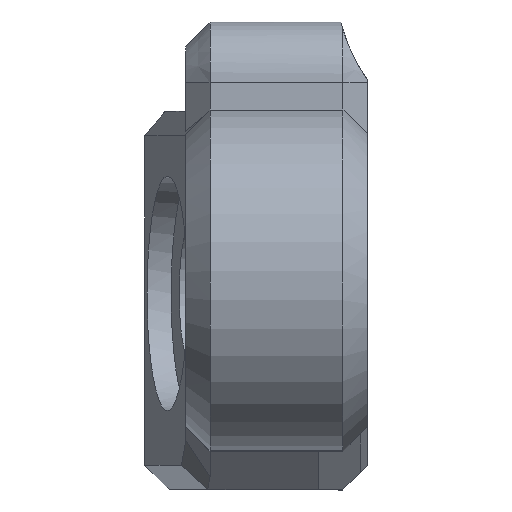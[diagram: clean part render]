
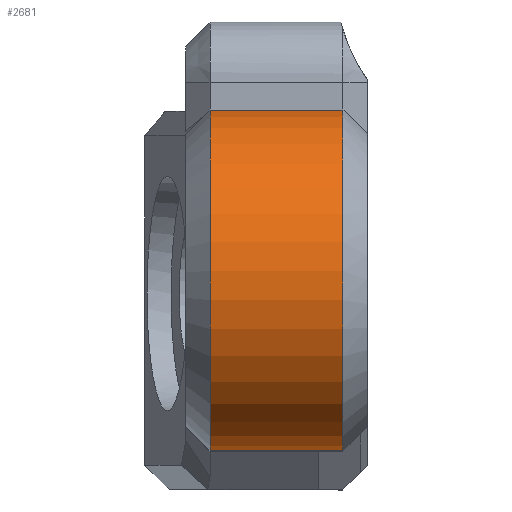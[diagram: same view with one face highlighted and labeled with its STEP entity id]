
A CAD part, top view. The second image highlights one B-rep face of the part: STEP entity #2681.
In plain terms, the highlighted cylindrical face has radius 2.807 mm (diameter 5.614 mm), a partial arc.
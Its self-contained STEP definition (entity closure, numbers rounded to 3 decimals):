
#270=FACE_OUTER_BOUND('',#430,.T.);
#430=EDGE_LOOP('',(#2125,#2126,#2127,#2128));
#537=CIRCLE('',#2864,2.807);
#539=CIRCLE('',#2878,2.807);
#838=LINE('',#4858,#1001);
#850=LINE('',#4908,#1013);
#1001=VECTOR('',#3217,10.);
#1013=VECTOR('',#3263,10.);
#1193=VERTEX_POINT('',#4851);
#1194=VERTEX_POINT('',#4857);
#1196=VERTEX_POINT('',#4865);
#1200=VERTEX_POINT('',#4897);
#1519=EDGE_CURVE('',#1193,#1194,#838,.T.);
#1523=EDGE_CURVE('',#1196,#1193,#537,.T.);
#1535=EDGE_CURVE('',#1194,#1200,#539,.T.);
#1538=EDGE_CURVE('',#1200,#1196,#850,.T.);
#2125=ORIENTED_EDGE('',*,*,#1519,.F.);
#2126=ORIENTED_EDGE('',*,*,#1523,.F.);
#2127=ORIENTED_EDGE('',*,*,#1538,.F.);
#2128=ORIENTED_EDGE('',*,*,#1535,.F.);
#2599=CYLINDRICAL_SURFACE('',#2879,2.807);
#2681=ADVANCED_FACE('',(#270),#2599,.T.);
#2864=AXIS2_PLACEMENT_3D('',#4870,#3221,#3222);
#2878=AXIS2_PLACEMENT_3D('',#4898,#3259,#3260);
#2879=AXIS2_PLACEMENT_3D('',#4907,#3261,#3262);
#3217=DIRECTION('',(1.,0.,0.));
#3221=DIRECTION('center_axis',(-1.,0.,0.));
#3222=DIRECTION('ref_axis',(0.,-0.997,0.071));
#3259=DIRECTION('center_axis',(1.,0.,0.));
#3260=DIRECTION('ref_axis',(0.,-0.997,0.071));
#3261=DIRECTION('center_axis',(1.,0.,0.));
#3262=DIRECTION('ref_axis',(0.,0.997,-0.071));
#3263=DIRECTION('',(-1.,0.,0.));
#4851=CARTESIAN_POINT('',(9.953,7.779,24.07));
#4857=CARTESIAN_POINT('',(12.133,7.779,24.07));
#4858=CARTESIAN_POINT('',(10.053,7.779,24.07));
#4865=CARTESIAN_POINT('',(9.953,2.2,23.877));
#4870=CARTESIAN_POINT('Origin',(9.953,5.,23.677));
#4897=CARTESIAN_POINT('',(12.133,2.2,23.877));
#4898=CARTESIAN_POINT('Origin',(12.133,5.,23.677));
#4907=CARTESIAN_POINT('Origin',(10.053,5.,23.677));
#4908=CARTESIAN_POINT('',(10.053,2.2,23.877));
